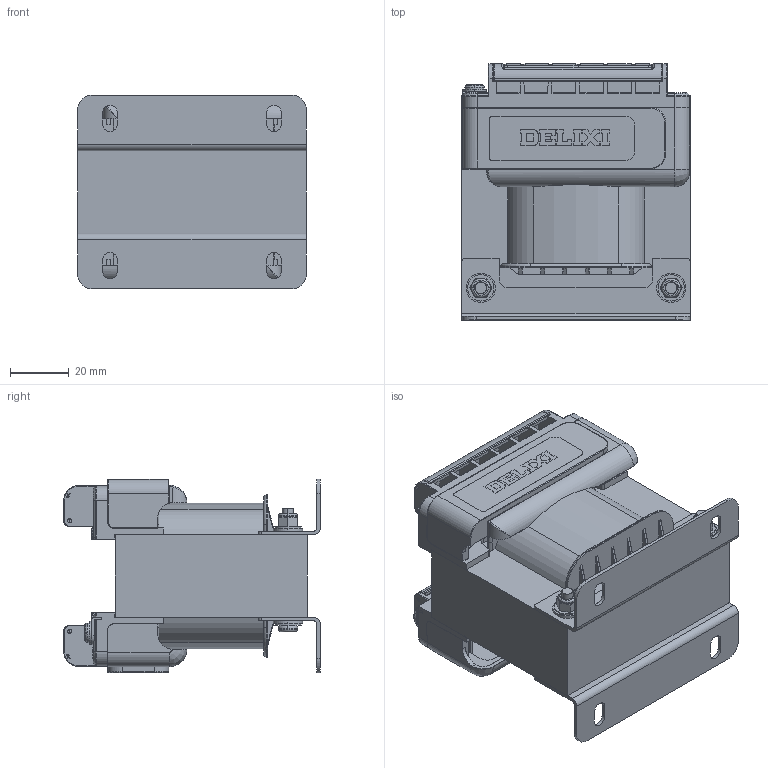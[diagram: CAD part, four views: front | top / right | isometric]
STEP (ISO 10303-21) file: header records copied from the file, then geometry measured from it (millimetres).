
FILE_DESCRIPTION((''),'2;1');
FILE_NAME('BK50ZUZHUANG_ASM','2021-12-24T',('Administrator'),(''),'PRO/ENGINEER BY PARAMETRIC TECHNOLOGY CORPORATION, 2008380','PRO/ENGINEER BY PARAMETRIC TECHNOLOGY CORPORATION, 2008380','');
FILE_SCHEMA(('CONFIG_CONTROL_DESIGN'));
Length unit declared in the file: millimetre
Products named in the file (17): PRT0003; PRT0004; PRT0005; PRT0006; PRT0007; PRT0008; PRT0009; PRT0010; ASM0001_ASM; PRT0011; _X2_65CB8F6C76D6_X0__1_2; 50-ZUIHOU_ASM_5_ASM; PRT0014; PRT0015; PRT0016; PRT0017; BK50ZUZHUANG_ASM
Assembly tree (30 placements, depth 4):
  BK50ZUZHUANG_ASM
    50-ZUIHOU_ASM_5_ASM
      ASM0001_ASM
        PRT0003
        PRT0004
        PRT0005
        PRT0006
        PRT0007
        PRT0008
        PRT0009
        PRT0010
      PRT0011  x2
      _X2_65CB8F6C76D6_X0__1_2  x2
    PRT0014  x2
    PRT0011  x2
    PRT0015  x4
    PRT0016  x4
    PRT0017  x4
Bounding box: 78 x 87.5 x 66.2 mm (x, y, z)
Volume: 214500 mm3; surface area: 84966.1 mm2
Topology: 28 solids, 28 shells, 2941 faces, 8084 edges, 5240 vertices
Faces by surface type: plane 1939, cylinder 737, bspline 108, torus 108, cone 20, extrusion 17, sphere 8, revolution 4
Entity records: 86623 total; most frequent: CARTESIAN_POINT 21520, ORIENTED_EDGE 14172, DIRECTION 12402, EDGE_CURVE 7086, VECTOR 5514, LINE 5497, VERTEX_POINT 4618, AXIS2_PLACEMENT_3D 3442
